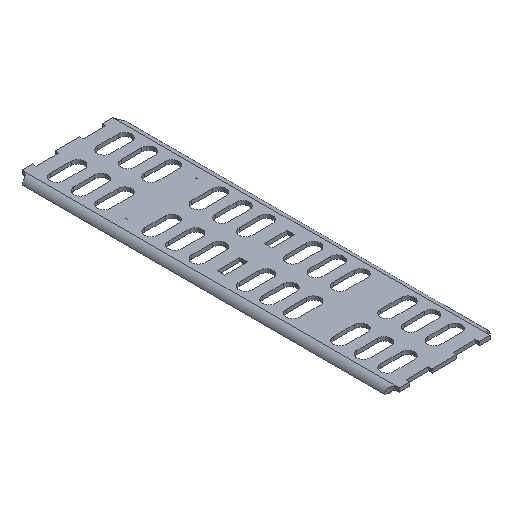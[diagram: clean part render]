
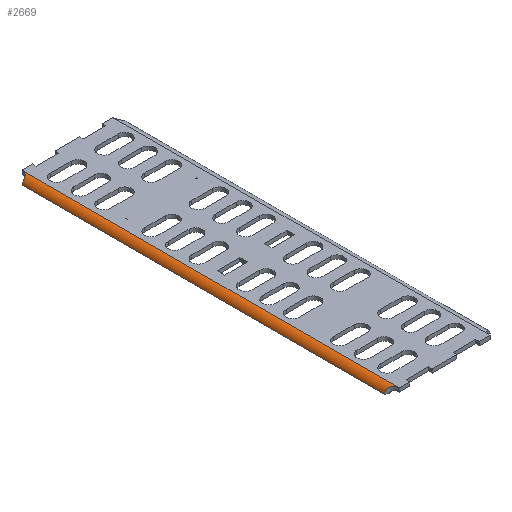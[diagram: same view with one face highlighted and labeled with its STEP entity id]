
A CAD part, isometric view. The second image highlights one B-rep face of the part: STEP entity #2669.
In plain terms, the highlighted cylindrical face has radius 4 mm (diameter 8 mm), a partial arc.
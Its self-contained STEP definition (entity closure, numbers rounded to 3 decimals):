
#1=DIRECTION('',(0.,1.,0.));
#2=VECTOR('',#1,198.);
#3=CARTESIAN_POINT('',(-24.127,-99.,0.));
#4=LINE('',#3,#2);
#549=CARTESIAN_POINT('',(-28.,-96.,-3.));
#550=CARTESIAN_POINT('',(-27.913,-96.,-2.664));
#551=CARTESIAN_POINT('',(-27.656,-96.004,
-2.033));
#552=CARTESIAN_POINT('',(-27.091,-96.087,
-1.261));
#553=CARTESIAN_POINT('',(-26.4,-96.306,
-0.67));
#554=CARTESIAN_POINT('',(-25.668,-96.711,
-0.282));
#555=CARTESIAN_POINT('',(-24.997,-97.307,
-0.079));
#556=CARTESIAN_POINT('',(-24.453,-98.07,
-0.005));
#557=CARTESIAN_POINT('',(-24.212,-98.672,0.));
#558=CARTESIAN_POINT('',(-24.127,-99.,0.));
#1081=CARTESIAN_POINT('',(-28.,96.,-3.));
#1082=CARTESIAN_POINT('',(-27.908,96.,-2.644));
#1083=CARTESIAN_POINT('',(-27.64,96.006,
-2.003));
#1084=CARTESIAN_POINT('',(-27.06,96.093,
-1.228));
#1085=CARTESIAN_POINT('',(-26.371,96.319,
-0.653));
#1086=CARTESIAN_POINT('',(-25.654,96.723,
-0.278));
#1087=CARTESIAN_POINT('',(-24.996,97.308,
-0.08));
#1088=CARTESIAN_POINT('',(-24.459,98.06,
-0.004));
#1089=CARTESIAN_POINT('',(-24.212,98.673,0.));
#1090=CARTESIAN_POINT('',(-24.127,99.,0.));
#1257=DIRECTION('',(0.,-1.,0.));
#1258=VECTOR('',#1257,192.);
#1259=CARTESIAN_POINT('',(-28.,96.,-3.));
#1260=LINE('',#1259,#1258);
#2107=VERTEX_POINT('',#1081);
#2108=VERTEX_POINT('',#1090);
#2109=VERTEX_POINT('',#549);
#2110=VERTEX_POINT('',#558);
#2655=CARTESIAN_POINT('',(-24.127,0.,-4.));
#2656=DIRECTION('',(0.,1.,0.));
#2657=DIRECTION('',(-0.968,0.,0.25));
#2658=AXIS2_PLACEMENT_3D('',#2655,#2656,#2657);
#2659=CYLINDRICAL_SURFACE('',#2658,4.);
#2660=ORIENTED_EDGE('',*,*,#2344,.F.);
#2662=ORIENTED_EDGE('',*,*,#2661,.F.);
#2664=ORIENTED_EDGE('',*,*,#2663,.F.);
#2666=ORIENTED_EDGE('',*,*,#2665,.T.);
#2667=EDGE_LOOP('',(#2660,#2662,#2664,#2666));
#2668=FACE_OUTER_BOUND('',#2667,.F.);
#2669=ADVANCED_FACE('',(#2668),#2659,.T.);
#559=B_SPLINE_CURVE_WITH_KNOTS('',3,(#549,#550,#551,#552,#553,#554,#555,#556,
#557,#558),.UNSPECIFIED.,.F.,.F.,(4,1,1,1,1,1,1,4),(0.,0.143,
0.286,0.429,0.571,0.714,
0.857,1.),.UNSPECIFIED.);
#1091=B_SPLINE_CURVE_WITH_KNOTS('',3,(#1081,#1082,#1083,#1084,#1085,#1086,#1087,
#1088,#1089,#1090),.UNSPECIFIED.,.F.,.F.,(4,1,1,1,1,1,1,4),(0.,
0.143,0.286,0.429,0.571,
0.714,0.857,1.),.UNSPECIFIED.);
#2344=EDGE_CURVE('',#2110,#2108,#4,.T.);
#2661=EDGE_CURVE('',#2109,#2110,#559,.T.);
#2663=EDGE_CURVE('',#2107,#2109,#1260,.T.);
#2665=EDGE_CURVE('',#2107,#2108,#1091,.T.);
